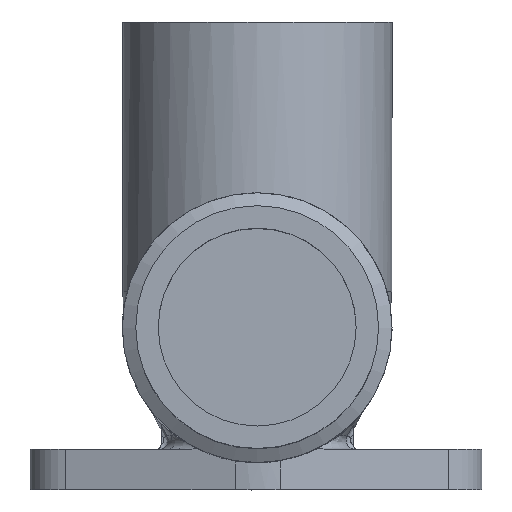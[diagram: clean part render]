
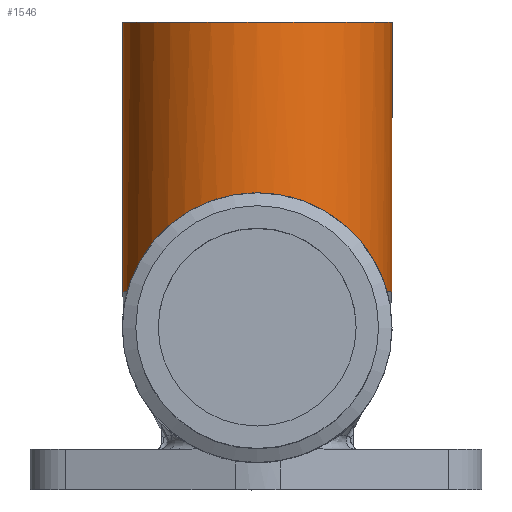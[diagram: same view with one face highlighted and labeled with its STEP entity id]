
A CAD part, top view. The second image highlights one B-rep face of the part: STEP entity #1546.
In plain terms, the highlighted cylindrical face has radius 15 mm (diameter 30 mm), a full revolution.
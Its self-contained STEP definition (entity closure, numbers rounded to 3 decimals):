
#33=ELLIPSE('',#1661,21.213,15.);
#122=CYLINDRICAL_SURFACE('',#1659,15.);
#179=CIRCLE('',#1603,15.);
#206=CIRCLE('',#1660,15.);
#402=ORIENTED_EDGE('',*,*,#554,.F.);
#403=ORIENTED_EDGE('',*,*,#651,.T.);
#404=ORIENTED_EDGE('',*,*,#652,.F.);
#554=EDGE_CURVE('',#703,#703,#179,.T.);
#651=EDGE_CURVE('',#772,#773,#206,.T.);
#652=EDGE_CURVE('',#772,#773,#33,.F.);
#703=VERTEX_POINT('',#2219);
#772=VERTEX_POINT('',#3044);
#773=VERTEX_POINT('',#3045);
#872=EDGE_LOOP('',(#402));
#873=EDGE_LOOP('',(#403,#404));
#965=FACE_BOUND('',#872,.T.);
#966=FACE_BOUND('',#873,.T.);
#1546=ADVANCED_FACE('',(#965,#966),#122,.T.);
#1603=AXIS2_PLACEMENT_3D('',#2218,#1750,#1751);
#1659=AXIS2_PLACEMENT_3D('',#3042,#1898,#1899);
#1660=AXIS2_PLACEMENT_3D('',#3043,#1900,#1901);
#1661=AXIS2_PLACEMENT_3D('',#3046,#1902,#1903);
#1750=DIRECTION('',(0.,1.,0.));
#1751=DIRECTION('',(0.,0.,1.));
#1898=DIRECTION('',(0.,1.,0.));
#1899=DIRECTION('',(0.,0.,1.));
#1900=DIRECTION('',(0.,1.,0.));
#1901=DIRECTION('',(0.,0.,-1.));
#1902=DIRECTION('',(0.,0.707,-0.707));
#1903=DIRECTION('',(0.,0.707,0.707));
#2218=CARTESIAN_POINT('',(0.,47.5,0.));
#2219=CARTESIAN_POINT('',(0.,47.5,15.));
#3042=CARTESIAN_POINT('',(0.,22.,0.));
#3043=CARTESIAN_POINT('',(0.,17.5,0.));
#3044=CARTESIAN_POINT('',(14.457,17.5,4.));
#3045=CARTESIAN_POINT('',(-14.457,17.5,4.));
#3046=CARTESIAN_POINT('',(0.,13.5,0.));
